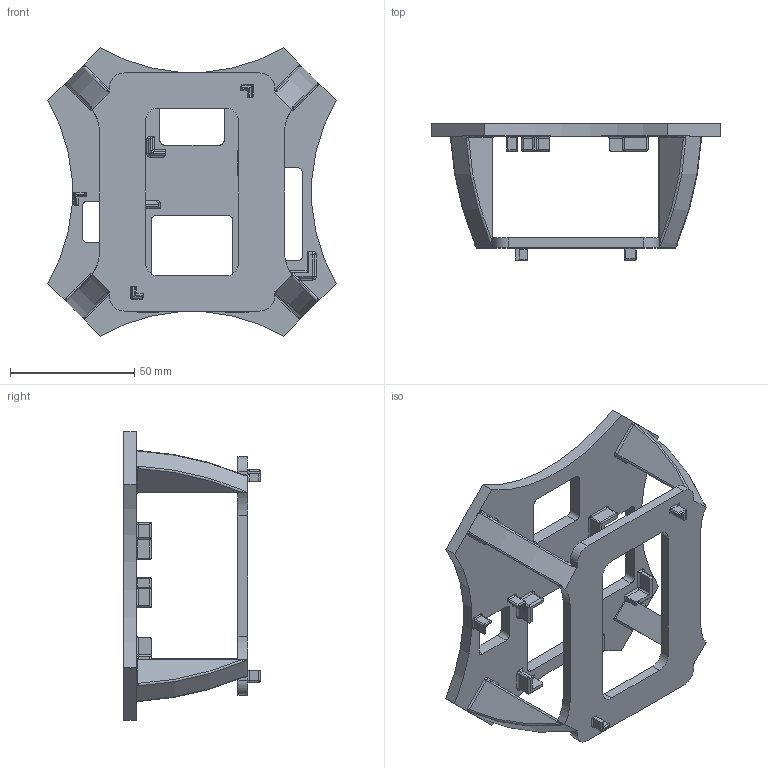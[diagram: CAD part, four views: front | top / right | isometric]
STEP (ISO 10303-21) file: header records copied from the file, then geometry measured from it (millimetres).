
FILE_DESCRIPTION(/* description */ ('','CAx-IF Rec.Pracs.---Representation and Presentation of Product Manufacturing Information (PMI)---4.0---2014-10-13'),/* implementation_level */ '2;1');
FILE_NAME(/* name */ 'La_nouvelle_version_avec_etage v2.step',/* time_stamp */ '2024-12-17T15:01:40+01:00',/* author */ (''),/* organization */ (''),/* preprocessor_version */ 'ST-DEVELOPER v20',/* originating_system */ 'Autodesk Translation Framework v13.20.0.188',/* authorisation */ '');
FILE_SCHEMA (('AP242_MANAGED_MODEL_BASED_3D_ENGINEERING_MIM_LF { 1 0 10303 442 1 1 4 }'));
Length unit declared in the file: millimetre
Products named in the file (3): La_nouvelle_version_avec_etage; Nouvelle_version v4; Support_capteur v2
Assembly tree (2 placements, depth 3):
  La_nouvelle_version_avec_etage
    Nouvelle_version v4
      Support_capteur v2
Bounding box: 116.21 x 55 x 116.21 mm (x, y, z)
Volume: 76112 mm3; surface area: 38571.8 mm2
Topology: 1 solids, 1 shells, 390 faces, 971 edges, 583 vertices
Faces by surface type: cylinder 185, plane 118, torus 40, sphere 24, bspline 23
Entity records: 12532 total; most frequent: CARTESIAN_POINT 3087, DIRECTION 2053, ORIENTED_EDGE 1932, EDGE_CURVE 966, AXIS2_PLACEMENT_3D 774, VERTEX_POINT 583, LINE 505, VECTOR 505
